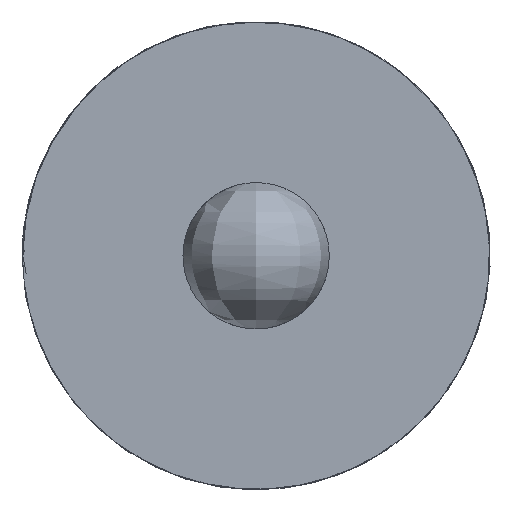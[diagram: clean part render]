
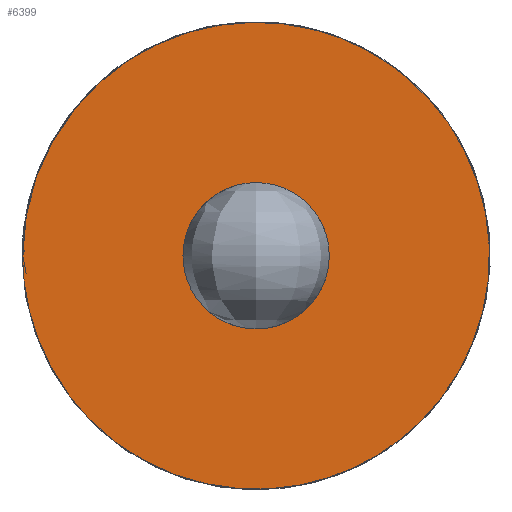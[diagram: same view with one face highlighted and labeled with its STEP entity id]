
A CAD part, front view. The second image highlights one B-rep face of the part: STEP entity #6399.
In plain terms, the highlighted free-form (B-spline) face has degree [1, 1] with [2, 2] control points.
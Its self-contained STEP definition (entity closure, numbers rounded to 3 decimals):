
#6339=CARTESIAN_POINT('V2',(-0.5,-7.,
   0.));
#6340=VERTEX_POINT('V2',#6339);
#6350=CARTESIAN_POINT('E2',(-0.5,-7.,
   0.));
#6351=CARTESIAN_POINT('E2',(-0.5,-7.,
   0.866));
#6352=CARTESIAN_POINT('E2',(0.25,-7.,
   0.433));
#6353=CARTESIAN_POINT('E2',(1.,-7.,
   0.));
#6354=CARTESIAN_POINT('E2',(0.25,-7.,
   -0.433));
#6355=CARTESIAN_POINT('E2',(-0.5,-7.,
   -0.866));
#6356=CARTESIAN_POINT('E2',(-0.5,-7.,
   0.));
#6364=(BOUNDED_CURVE()B_SPLINE_CURVE(2,(#6350,#6351,#6352,#6353,
   #6354,#6355,#6356),.CIRCULAR_ARC.,.T.,.U.)
   B_SPLINE_CURVE_WITH_KNOTS((3,2,2,3),(0.0,0.333,
   0.667,1.0),.UNSPECIFIED.)CURVE()
   GEOMETRIC_REPRESENTATION_ITEM()RATIONAL_B_SPLINE_CURVE((1.0,
   0.5,1.0,0.5,1.0,0.5,1.0)
   )REPRESENTATION_ITEM('E2'));
#6365=EDGE_CURVE('E2',#6340,#6340,#6364,.T.);
#6370=CARTESIAN_POINT('F1',(-1.754,-7.,
   1.755));
#6371=CARTESIAN_POINT('F1',(-1.754,-7.,
   -1.755));
#6372=CARTESIAN_POINT('F1',(1.755,-7.,
   1.755));
#6373=CARTESIAN_POINT('F1',(1.755,-7.,
   -1.755));
#6374=QUASI_UNIFORM_SURFACE('F1',1,1,((#6370,#6372),(#6371,#6373)),
   .PLANE_SURF.,.F.,.F.,.U.);
#6375=CARTESIAN_POINT('V1',(-1.595,-7.,
   0.));
#6376=VERTEX_POINT('V1',#6375);
#6377=CARTESIAN_POINT('E1',(-1.595,-7.,
   0.));
#6378=CARTESIAN_POINT('E1',(-1.595,-7.,
   2.763));
#6379=CARTESIAN_POINT('E1',(0.798,-7.,
   1.381));
#6380=CARTESIAN_POINT('E1',(3.19,-7.,
   0.));
#6381=CARTESIAN_POINT('E1',(0.798,-7.,
   -1.381));
#6382=CARTESIAN_POINT('E1',(-1.595,-7.,
   -2.763));
#6383=CARTESIAN_POINT('E1',(-1.595,-7.,
   0.));
#6391=(BOUNDED_CURVE()B_SPLINE_CURVE(2,(#6377,#6378,#6379,#6380,
   #6381,#6382,#6383),.CIRCULAR_ARC.,.T.,.U.)
   B_SPLINE_CURVE_WITH_KNOTS((3,2,2,3),(0.0,0.333,
   0.667,1.0),.UNSPECIFIED.)CURVE()
   GEOMETRIC_REPRESENTATION_ITEM()RATIONAL_B_SPLINE_CURVE((1.0,
   0.5,1.0,0.5,1.0,0.5,1.0)
   )REPRESENTATION_ITEM('E1'));
#6392=EDGE_CURVE('E1',#6376,#6376,#6391,.T.);
#6393=ORIENTED_EDGE('E1',*,*,#6392,.F.);
#6394=EDGE_LOOP('F1',(#6393));
#6395=FACE_OUTER_BOUND('F1',#6394,.T.);
#6396=ORIENTED_EDGE('F2',*,*,#6365,.T.);
#6397=EDGE_LOOP('F1',(#6396));
#6398=FACE_BOUND('F1',#6397,.T.);
#6399=ADVANCED_FACE('F1',(#6395,#6398),#6374,.T.);
